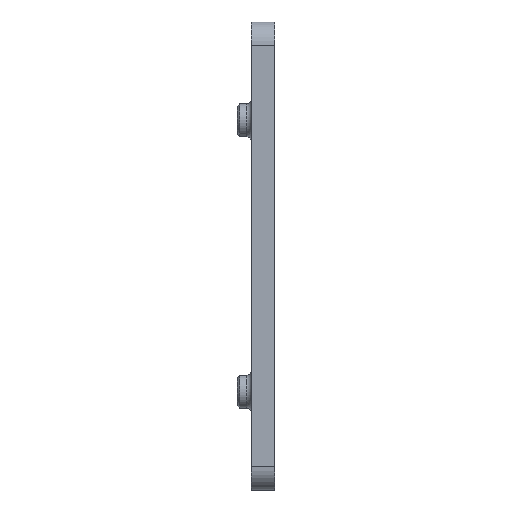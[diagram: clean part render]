
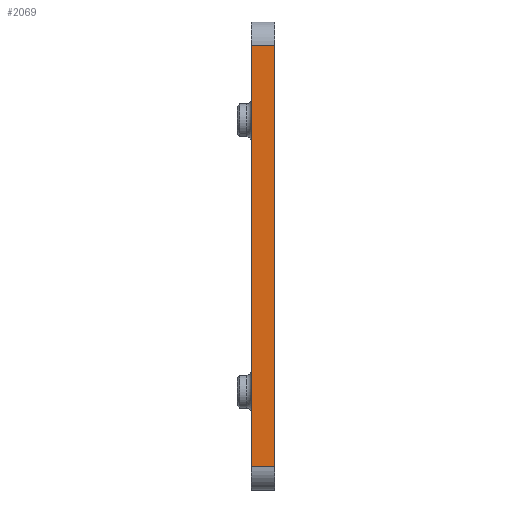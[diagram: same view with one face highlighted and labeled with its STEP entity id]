
A CAD part, left-side view. The second image highlights one B-rep face of the part: STEP entity #2069.
In plain terms, the highlighted planar face has unit normal (-1, 0, 0).
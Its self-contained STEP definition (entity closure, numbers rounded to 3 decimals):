
#215 = DIRECTION ( 'NONE',  ( -1., 0., 0. ) ) ;
#341 = ORIENTED_EDGE ( 'NONE', *, *, #1615, .T. ) ;
#356 = AXIS2_PLACEMENT_3D ( 'NONE', #3678, #215, #3663 ) ;
#542 = VECTOR ( 'NONE', #2543, 1000. ) ;
#632 = ORIENTED_EDGE ( 'NONE', *, *, #742, .T. ) ;
#656 = VERTEX_POINT ( 'NONE', #2739 ) ;
#742 = EDGE_CURVE ( 'NONE', #1270, #1712, #2528, .T. ) ;
#833 = LINE ( 'NONE', #1761, #1978 ) ;
#853 = DIRECTION ( 'NONE',  ( 0., -1., 0. ) ) ;
#900 = DIRECTION ( 'NONE',  ( 0., 0., -1. ) ) ;
#944 = EDGE_LOOP ( 'NONE', ( #2132, #1708, #632, #341 ) ) ;
#1167 = CARTESIAN_POINT ( 'NONE',  ( -50., 5., 5. ) ) ;
#1270 = VERTEX_POINT ( 'NONE', #3962 ) ;
#1285 = EDGE_CURVE ( 'NONE', #1752, #1270, #833, .T. ) ;
#1482 = LINE ( 'NONE', #2469, #4033 ) ;
#1615 = EDGE_CURVE ( 'NONE', #1712, #656, #3198, .T. ) ;
#1708 = ORIENTED_EDGE ( 'NONE', *, *, #1285, .T. ) ;
#1712 = VERTEX_POINT ( 'NONE', #4016 ) ;
#1752 = VERTEX_POINT ( 'NONE', #1167 ) ;
#1761 = CARTESIAN_POINT ( 'NONE',  ( -50., 0., 5. ) ) ;
#1978 = VECTOR ( 'NONE', #853, 1000. ) ;
#2069 = ADVANCED_FACE ( 'NONE', ( #2107 ), #3617, .T. ) ;
#2107 = FACE_OUTER_BOUND ( 'NONE', #944, .T. ) ;
#2132 = ORIENTED_EDGE ( 'NONE', *, *, #2323, .T. ) ;
#2266 = CARTESIAN_POINT ( 'NONE',  ( -50., 5., 95. ) ) ;
#2323 = EDGE_CURVE ( 'NONE', #656, #1752, #1482, .T. ) ;
#2343 = DIRECTION ( 'NONE',  ( 0., 1., 0. ) ) ;
#2469 = CARTESIAN_POINT ( 'NONE',  ( -50., 5., 0. ) ) ;
#2528 = LINE ( 'NONE', #3457, #542 ) ;
#2543 = DIRECTION ( 'NONE',  ( 0., 0., 1. ) ) ;
#2739 = CARTESIAN_POINT ( 'NONE',  ( -50., 5., 95. ) ) ;
#3168 = VECTOR ( 'NONE', #2343, 1000. ) ;
#3198 = LINE ( 'NONE', #2266, #3168 ) ;
#3457 = CARTESIAN_POINT ( 'NONE',  ( -50., 0., 0. ) ) ;
#3617 = PLANE ( 'NONE',  #356 ) ;
#3663 = DIRECTION ( 'NONE',  ( 0., 0., 1. ) ) ;
#3678 = CARTESIAN_POINT ( 'NONE',  ( -50., 0., 0. ) ) ;
#3962 = CARTESIAN_POINT ( 'NONE',  ( -50., 0., 5. ) ) ;
#4016 = CARTESIAN_POINT ( 'NONE',  ( -50., 0., 95. ) ) ;
#4033 = VECTOR ( 'NONE', #900, 1000. ) ;
